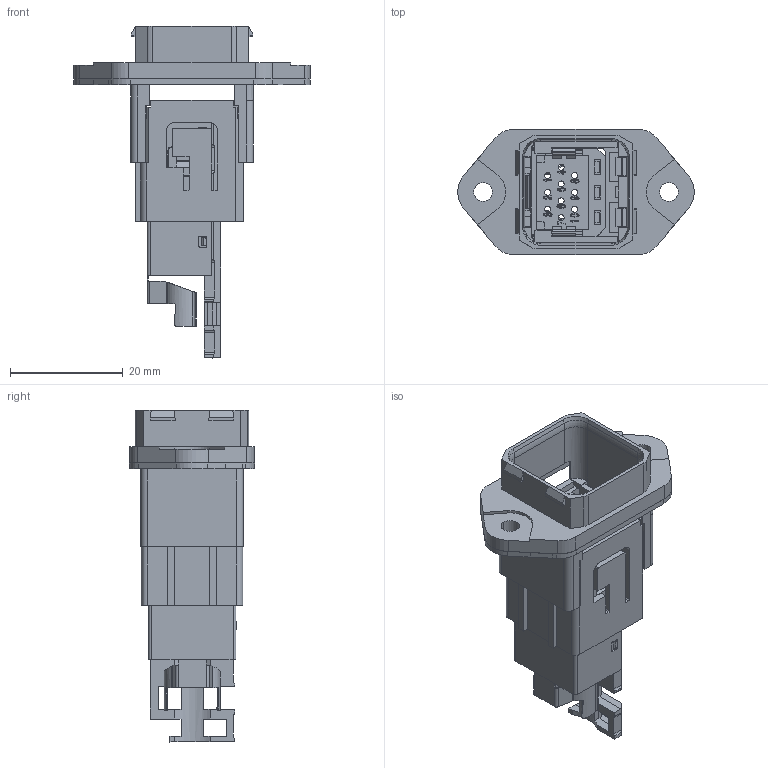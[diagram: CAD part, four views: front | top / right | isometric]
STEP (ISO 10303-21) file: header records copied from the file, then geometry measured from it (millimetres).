
FILE_DESCRIPTION(('CATIA V5 STEP Exchange','CAx-IF Rec.Pracs.--- Model Styling and Organization---1.4--- 2014-01-23'),'2;1');
FILE_NAME ('005558-1_1', '2019-12-05T09:07:20+00:00', ('none'), ('Weidmueller'), 'CATIA Version 5-6 Release 2016 SP3 HF44', 'CATIA V5 STEP AP214', 'none');
FILE_SCHEMA(('AUTOMOTIVE_DESIGN { 1 0 10303 214 1 1 1 1 }'));
Products named in the file (1): 1072900000
Bounding box: 42 x 22.2 x 58.96 mm (x, y, z)
Volume: 8349 mm3; surface area: 17055.3 mm2
Topology: 7 solids, 7 shells, 2043 faces, 5609 edges, 3622 vertices
Faces by surface type: plane 1480, cylinder 372, cone 116, torus 54, bspline 19, extrusion 2
Entity records: 61392 total; most frequent: CARTESIAN_POINT 12418, ORIENTED_EDGE 11218, DIRECTION 8241, EDGE_CURVE 5609, VECTOR 4369, LINE 4367, VERTEX_POINT 3622, AXIS2_PLACEMENT_3D 2407
